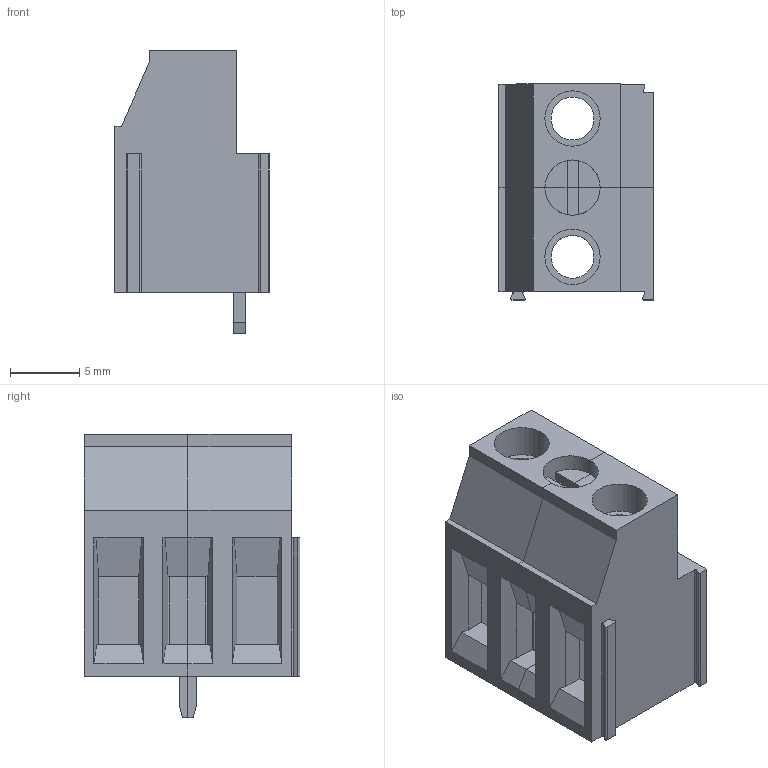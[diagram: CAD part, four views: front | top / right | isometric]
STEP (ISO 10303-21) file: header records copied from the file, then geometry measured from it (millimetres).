
FILE_DESCRIPTION( ( 'Unknown' ), '1' );
FILE_NAME( '691252810101.stp', 'Unknown', ( 'Unknown' ), ( 'Unknown' ), 'PSStep 18.0.17', 'Unknown', ' ' );
FILE_SCHEMA( ( 'AUTOMOTIVE_DESIGN { 1 0 10303 214 1 1 1 1 }' ) );
Length unit declared in the file: millimetre
Products named in the file (3): Assem1; 6912528100001_DX; 6912528100101_SX
Assembly tree (2 placements, depth 2):
  Assem1
    6912528100001_DX
    6912528100101_SX
Bounding box: 11.2 x 15.6 x 20.5 mm (x, y, z)
Volume: 1573.8 mm3; surface area: 2245.5 mm2
Topology: 2 solids, 2 shells, 137 faces, 383 edges, 254 vertices
Faces by surface type: plane 118, cylinder 19
Full cylindrical faces by diameter (mm): 3.1 x2, 4 x2
Entity records: 5475 total; most frequent: CARTESIAN_POINT 769, ORIENTED_EDGE 754, DIRECTION 699, EDGE_CURVE 377, LINE 335, VECTOR 335, VERTEX_POINT 252, AXIS2_PLACEMENT_3D 182
